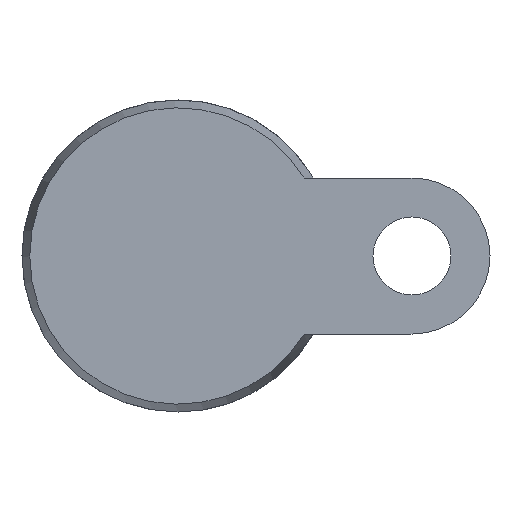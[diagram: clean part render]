
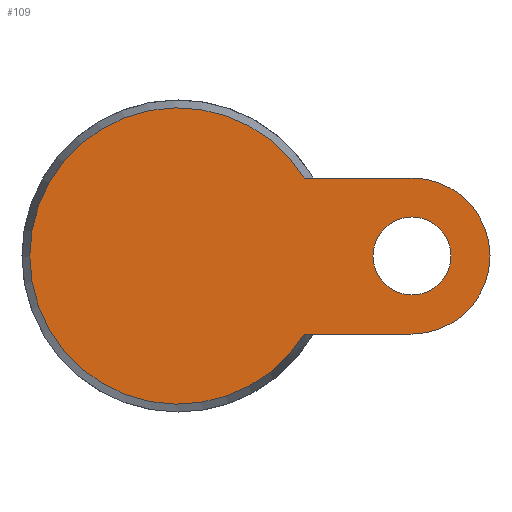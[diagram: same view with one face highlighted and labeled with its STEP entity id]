
A CAD part, front view. The second image highlights one B-rep face of the part: STEP entity #109.
In plain terms, the highlighted planar face has unit normal (0, -1, 0).
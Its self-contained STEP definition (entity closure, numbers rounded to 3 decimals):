
#109 = ADVANCED_FACE( '', ( #256, #257 ), #258, .F. );
#256 = FACE_BOUND( '', #451, .T. );
#257 = FACE_OUTER_BOUND( '', #452, .T. );
#258 = PLANE( '', #453 );
#451 = EDGE_LOOP( '', ( #708 ) );
#452 = EDGE_LOOP( '', ( #709, #710, #711, #712 ) );
#453 = AXIS2_PLACEMENT_3D( '', #713, #714, #715 );
#708 = ORIENTED_EDGE( '', *, *, #1116, .T. );
#709 = ORIENTED_EDGE( '', *, *, #1117, .F. );
#710 = ORIENTED_EDGE( '', *, *, #1118, .T. );
#711 = ORIENTED_EDGE( '', *, *, #1119, .F. );
#712 = ORIENTED_EDGE( '', *, *, #1072, .F. );
#713 = CARTESIAN_POINT( '', ( 28.5, 0., 0. ) );
#714 = DIRECTION( '', ( 0., 1., 0. ) );
#715 = DIRECTION( '', ( 0., 0., 1. ) );
#1072 = EDGE_CURVE( '', #1258, #1259, #1260, .T. );
#1116 = EDGE_CURVE( '', #1327, #1327, #1328, .T. );
#1117 = EDGE_CURVE( '', #1329, #1258, #1330, .T. );
#1118 = EDGE_CURVE( '', #1329, #1331, #1332, .T. );
#1119 = EDGE_CURVE( '', #1259, #1331, #1333, .T. );
#1258 = VERTEX_POINT( '', #1548 );
#1259 = VERTEX_POINT( '', #1549 );
#1260 = CIRCLE( '', #1550, 15. );
#1327 = VERTEX_POINT( '', #1695 );
#1328 = CIRCLE( '', #1696, 7.5 );
#1329 = VERTEX_POINT( '', #1697 );
#1330 = LINE( '', #1698, #1699 );
#1331 = VERTEX_POINT( '', #1700 );
#1332 = CIRCLE( '', #1701, 28.5 );
#1333 = LINE( '', #1702, #1703 );
#1548 = CARTESIAN_POINT( '', ( 45., 0., 15. ) );
#1549 = CARTESIAN_POINT( '', ( 45., 0., -15. ) );
#1550 = AXIS2_PLACEMENT_3D( '', #1937, #1938, #1939 );
#1695 = CARTESIAN_POINT( '', ( 52.5, 0., 0. ) );
#1696 = AXIS2_PLACEMENT_3D( '', #1984, #1985, #1986 );
#1697 = CARTESIAN_POINT( '', ( 24.233, 0., 15. ) );
#1698 = CARTESIAN_POINT( '', ( 0., 0., 15. ) );
#1699 = VECTOR( '', #1987, 1000. );
#1700 = CARTESIAN_POINT( '', ( 24.233, 0., -15. ) );
#1701 = AXIS2_PLACEMENT_3D( '', #1988, #1989, #1990 );
#1702 = CARTESIAN_POINT( '', ( 45., 0., -15. ) );
#1703 = VECTOR( '', #1991, 1000. );
#1937 = CARTESIAN_POINT( '', ( 45., 0., 0. ) );
#1938 = DIRECTION( '', ( 0., 1., 0. ) );
#1939 = DIRECTION( '', ( 1., 0., 0. ) );
#1984 = CARTESIAN_POINT( '', ( 45., 0., 0. ) );
#1985 = DIRECTION( '', ( 0., 1., 0. ) );
#1986 = DIRECTION( '', ( 1., 0., 0. ) );
#1987 = DIRECTION( '', ( 1., 0., 0. ) );
#1988 = CARTESIAN_POINT( '', ( 0., 0., 0. ) );
#1989 = DIRECTION( '', ( 0., -1., 0. ) );
#1990 = DIRECTION( '', ( 0., 0., -1. ) );
#1991 = DIRECTION( '', ( -1., 0., 0. ) );
